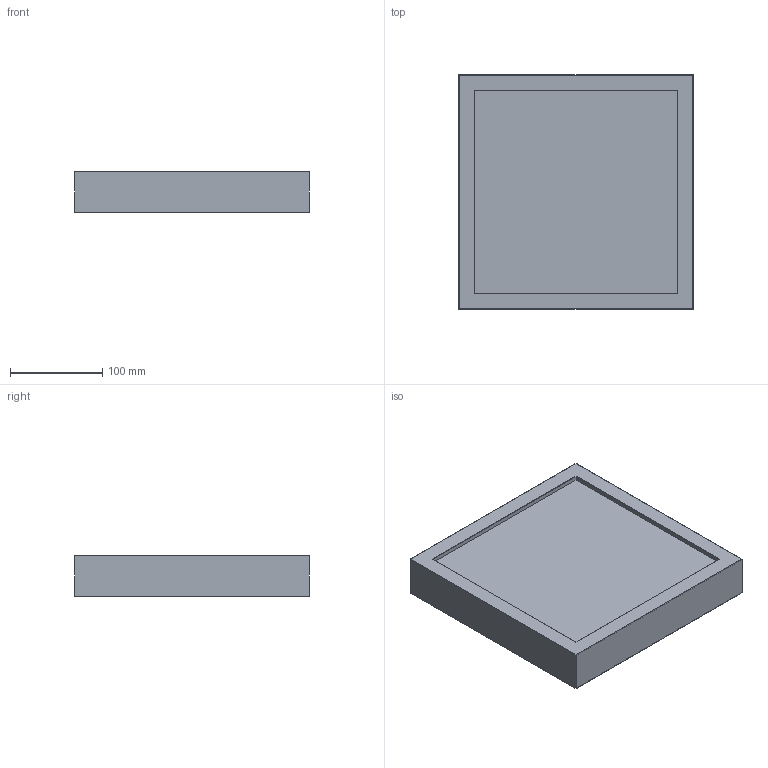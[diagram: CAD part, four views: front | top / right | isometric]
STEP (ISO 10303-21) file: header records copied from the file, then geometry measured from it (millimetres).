
FILE_DESCRIPTION (( 'STEP AP214' ), '1' );
FILE_NAME ('RIBBA.STEP', '2015-09-02T00:47:38', ( '' ), ( '' ), 'SwSTEP 2.0', 'SolidWorks 2014', '' );
FILE_SCHEMA (( 'AUTOMOTIVE_DESIGN' ));
Length unit declared in the file: millimetre
Products named in the file (6): Back^RIBBA; Matte^RIBBA; Inner^RIBBA; Glass^RIBBA; Outer^RIBBA; RIBBA
Assembly tree (5 placements, depth 2):
  RIBBA
    Outer^RIBBA
    Glass^RIBBA
    Inner^RIBBA
    Matte^RIBBA
    Back^RIBBA
Bounding box: 254 x 254 x 45 mm (x, y, z)
Volume: 947833.3 mm3; surface area: 478904 mm2
Topology: 5 solids, 5 shells, 64 faces, 143 edges, 90 vertices
Faces by surface type: plane 48, cylinder 16
Entity records: 1973 total; most frequent: CARTESIAN_POINT 353, ORIENTED_EDGE 286, DIRECTION 271, EDGE_CURVE 143, LINE 127, VECTOR 127, VERTEX_POINT 90, AXIS2_PLACEMENT_3D 72
